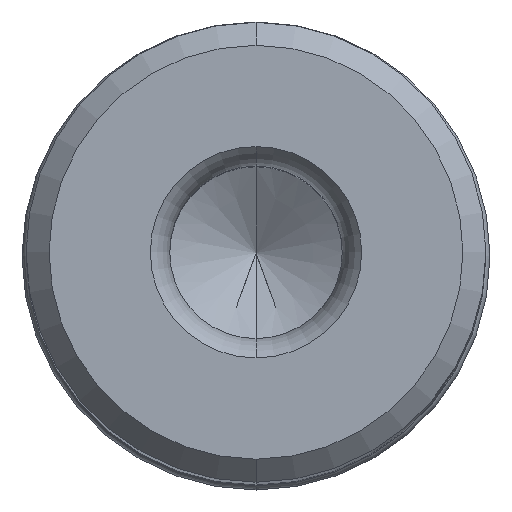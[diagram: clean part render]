
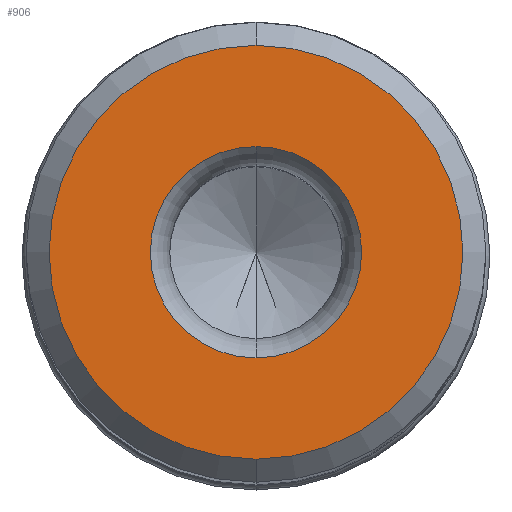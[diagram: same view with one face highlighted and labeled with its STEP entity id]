
A CAD part, top view. The second image highlights one B-rep face of the part: STEP entity #906.
In plain terms, the highlighted face is planar.
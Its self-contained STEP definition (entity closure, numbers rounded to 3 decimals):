
#394=CARTESIAN_POINT('',(0.,0.,0.));
#395=DIRECTION('',(0.,0.,1.));
#396=DIRECTION('',(0.,1.,0.));
#397=AXIS2_PLACEMENT_3D('',#394,#395,#396);
#402=CARTESIAN_POINT('',(0.,0.,0.));
#403=DIRECTION('',(0.,0.,-1.));
#404=DIRECTION('',(0.,1.,0.));
#405=AXIS2_PLACEMENT_3D('',#402,#403,#404);
#410=CARTESIAN_POINT('',(0.,0.,0.));
#411=DIRECTION('',(0.,0.,-1.));
#412=DIRECTION('',(0.,1.,0.));
#413=AXIS2_PLACEMENT_3D('',#410,#411,#412);
#418=CARTESIAN_POINT('',(0.,0.,0.));
#419=DIRECTION('',(0.,0.,-1.));
#420=DIRECTION('',(0.,-1.,0.));
#421=AXIS2_PLACEMENT_3D('',#418,#419,#420);
#544=CARTESIAN_POINT('',(0.,7.2,0.));
#546=VERTEX_POINT('',#544);
#548=CARTESIAN_POINT('',(0.,-7.2,0.));
#550=VERTEX_POINT('',#548);
#580=CARTESIAN_POINT('',(0.,3.677,0.));
#581=CARTESIAN_POINT('',(0.,-3.677,0.));
#582=VERTEX_POINT('',#580);
#583=VERTEX_POINT('',#581);
#891=CARTESIAN_POINT('',(0.,0.,0.));
#892=DIRECTION('',(0.,0.,-1.));
#893=DIRECTION('',(0.,-1.,0.));
#894=AXIS2_PLACEMENT_3D('',#891,#892,#893);
#895=PLANE('',#894);
#896=ORIENTED_EDGE('',*,*,#884,.F.);
#897=ORIENTED_EDGE('',*,*,#873,.T.);
#898=EDGE_LOOP('',(#896,#897));
#899=FACE_OUTER_BOUND('',#898,.F.);
#901=ORIENTED_EDGE('',*,*,#900,.T.);
#903=ORIENTED_EDGE('',*,*,#902,.T.);
#904=EDGE_LOOP('',(#901,#903));
#905=FACE_BOUND('',#904,.F.);
#906=ADVANCED_FACE('',(#899,#905),#895,.T.);
#398=CIRCLE('',#397,7.2);
#406=CIRCLE('',#405,7.2);
#414=CIRCLE('',#413,3.677);
#422=CIRCLE('',#421,3.677);
#873=EDGE_CURVE('',#546,#550,#398,.T.);
#884=EDGE_CURVE('',#546,#550,#406,.T.);
#900=EDGE_CURVE('',#582,#583,#414,.T.);
#902=EDGE_CURVE('',#583,#582,#422,.T.);
